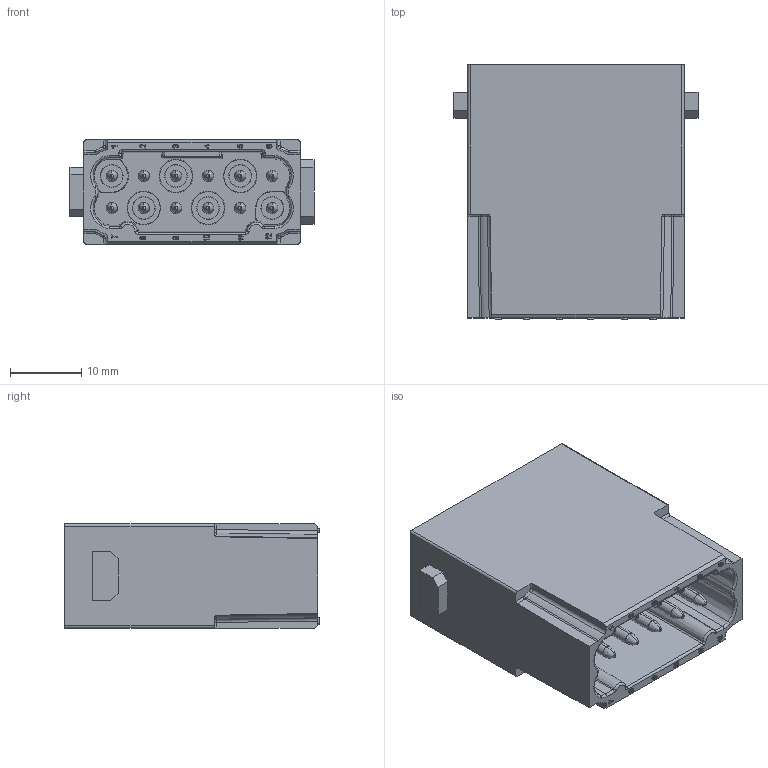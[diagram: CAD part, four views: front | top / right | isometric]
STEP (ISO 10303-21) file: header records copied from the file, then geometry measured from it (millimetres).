
FILE_DESCRIPTION(/* description */ (''),/* implementation_level */ '2;1');
FILE_NAME(/* name */ '3D_1290120010001_HMD-012-MQ_V1.0_stp.stp',/* time_stamp */ '2024-02-04T16:30:32+08:00',/* author */ (''),/* organization */ (''),/* preprocessor_version */ 'ST-DEVELOPER v18.1',/* originating_system */ 'SIEMENS PLM Software NX 1980',/* authorisation */ '');
FILE_SCHEMA (('AUTOMOTIVE_DESIGN { 1 0 10303 214 3 1 1 1 }'));
Length unit declared in the file: millimetre
Products named in the file (1): 1318193024BDb8pv
Bounding box: 34.2 x 35.7 x 14.6 mm (x, y, z)
Volume: 10844.1 mm3; surface area: 7412.4 mm2
Topology: 1 solids, 13 shells, 1209 faces, 3263 edges, 2114 vertices
Faces by surface type: plane 624, cylinder 369, cone 58, torus 48, extrusion 48, sphere 26, revolution 26, bspline 10
Entity records: 47541 total; most frequent: CARTESIAN_POINT 10548, ORIENTED_EDGE 6476, DIRECTION 5653, EDGE_CURVE 3238, VERTEX_POINT 2114, VECTOR 1889, AXIS2_PLACEMENT_3D 1869, LINE 1841
